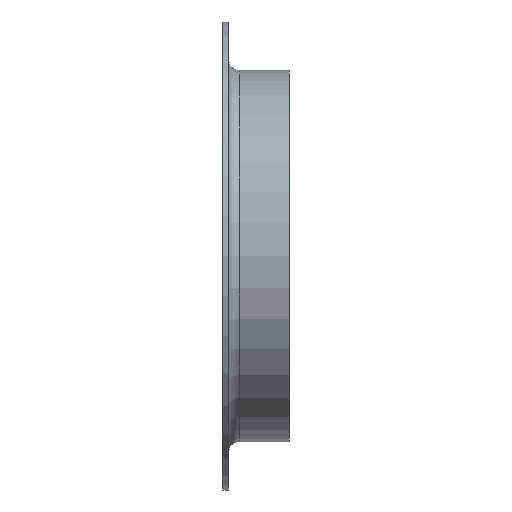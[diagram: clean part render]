
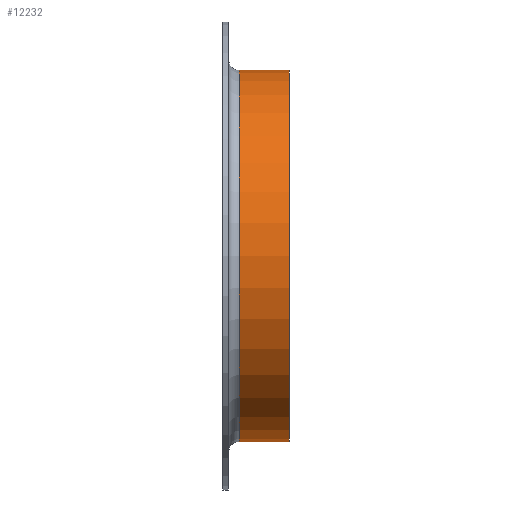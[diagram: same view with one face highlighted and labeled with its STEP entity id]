
A CAD part, top view. The second image highlights one B-rep face of the part: STEP entity #12232.
In plain terms, the highlighted cylindrical face has radius 84.15 mm (diameter 168.3 mm), a full revolution.
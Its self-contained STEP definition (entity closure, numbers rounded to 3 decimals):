
#714 = CARTESIAN_POINT ( 'NONE',  ( 30., 0., 84.15 ) ) ;
#797 = FACE_OUTER_BOUND ( 'NONE', #1073, .T. ) ;
#1073 = EDGE_LOOP ( 'NONE', ( #9207 ) ) ;
#1199 = EDGE_CURVE ( 'NONE', #7832, #7832, #12826, .T. ) ;
#2206 = DIRECTION ( 'NONE',  ( -1., 0., 0. ) ) ;
#3991 = CARTESIAN_POINT ( 'NONE',  ( 30., 0., 0. ) ) ;
#4182 = DIRECTION ( 'NONE',  ( -1., 0., 0. ) ) ;
#4487 = ORIENTED_EDGE ( 'NONE', *, *, #1199, .F. ) ;
#5526 = CARTESIAN_POINT ( 'NONE',  ( 0., 0., 0. ) ) ;
#5548 = EDGE_CURVE ( 'NONE', #12600, #12600, #14552, .T. ) ;
#6428 = DIRECTION ( 'NONE',  ( 0., 0., 1. ) ) ;
#7582 = AXIS2_PLACEMENT_3D ( 'NONE', #5526, #2206, #15009 ) ;
#7617 = DIRECTION ( 'NONE',  ( -1., 0., 0. ) ) ;
#7832 = VERTEX_POINT ( 'NONE', #11342 ) ;
#9207 = ORIENTED_EDGE ( 'NONE', *, *, #5548, .T. ) ;
#9820 = AXIS2_PLACEMENT_3D ( 'NONE', #3991, #7617, #14540 ) ;
#10120 = CYLINDRICAL_SURFACE ( 'NONE', #7582, 84.15 ) ;
#10354 = FACE_OUTER_BOUND ( 'NONE', #11612, .T. ) ;
#11342 = CARTESIAN_POINT ( 'NONE',  ( 7.5, 0., 84.15 ) ) ;
#11612 = EDGE_LOOP ( 'NONE', ( #4487 ) ) ;
#12232 = ADVANCED_FACE ( 'NONE', ( #10354, #797 ), #10120, .T. ) ;
#12329 = AXIS2_PLACEMENT_3D ( 'NONE', #12498, #4182, #6428 ) ;
#12498 = CARTESIAN_POINT ( 'NONE',  ( 7.5, 0., 0. ) ) ;
#12600 = VERTEX_POINT ( 'NONE', #714 ) ;
#12826 = CIRCLE ( 'NONE', #12329, 84.15 ) ;
#14540 = DIRECTION ( 'NONE',  ( 0., 0., 1. ) ) ;
#14552 = CIRCLE ( 'NONE', #9820, 84.15 ) ;
#15009 = DIRECTION ( 'NONE',  ( 0., 0., 1. ) ) ;
